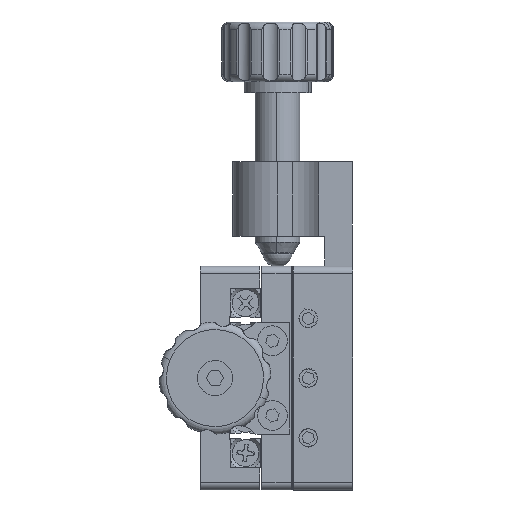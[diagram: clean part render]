
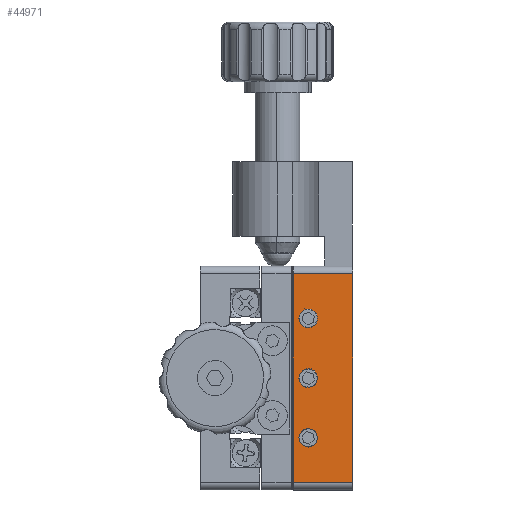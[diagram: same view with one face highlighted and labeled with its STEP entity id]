
A CAD part, left-side view. The second image highlights one B-rep face of the part: STEP entity #44971.
In plain terms, the highlighted planar face has unit normal (-1, 0, 0).
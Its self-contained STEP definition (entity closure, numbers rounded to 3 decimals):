
#606 = EDGE_LOOP ( 'NONE', ( #23678, #17402 ) ) ;
#1213 = ORIENTED_EDGE ( 'NONE', *, *, #43175, .F. ) ;
#1294 = VECTOR ( 'NONE', #22811, 1000. ) ;
#1323 = DIRECTION ( 'NONE',  ( 0., 0., -1. ) ) ;
#1835 = FACE_BOUND ( 'NONE', #6725, .T. ) ;
#1980 = DIRECTION ( 'NONE',  ( 0., 0., -1. ) ) ;
#2545 = DIRECTION ( 'NONE',  ( 0., -1., 0. ) ) ;
#3309 = CIRCLE ( 'NONE', #32995, 1.25 ) ;
#5452 = LINE ( 'NONE', #45922, #11682 ) ;
#6138 = EDGE_CURVE ( 'NONE', #9530, #47315, #3309, .T. ) ;
#6531 = EDGE_CURVE ( 'NONE', #34068, #19961, #47339, .T. ) ;
#6580 = DIRECTION ( 'NONE',  ( -1., 0., 0. ) ) ;
#6725 = EDGE_LOOP ( 'NONE', ( #36824, #44082 ) ) ;
#7405 = FACE_BOUND ( 'NONE', #606, .T. ) ;
#7579 = VERTEX_POINT ( 'NONE', #28674 ) ;
#9530 = VERTEX_POINT ( 'NONE', #10449 ) ;
#9677 = DIRECTION ( 'NONE',  ( -1., 0., 0. ) ) ;
#10097 = EDGE_CURVE ( 'NONE', #19961, #7579, #5452, .T. ) ;
#10449 = CARTESIAN_POINT ( 'NONE',  ( -15., 6., -1.25 ) ) ;
#10544 = EDGE_CURVE ( 'NONE', #30537, #38108, #33294, .T. ) ;
#11682 = VECTOR ( 'NONE', #37757, 1000. ) ;
#11997 = VERTEX_POINT ( 'NONE', #33377 ) ;
#13547 = CARTESIAN_POINT ( 'NONE',  ( -15., 0., -14. ) ) ;
#14122 = CARTESIAN_POINT ( 'NONE',  ( -15., 6., 1.25 ) ) ;
#14757 = VERTEX_POINT ( 'NONE', #16220 ) ;
#15802 = DIRECTION ( 'NONE',  ( -1., 0., 0. ) ) ;
#16037 = DIRECTION ( 'NONE',  ( 1., 0., 0. ) ) ;
#16220 = CARTESIAN_POINT ( 'NONE',  ( -15., 8., 14. ) ) ;
#16630 = EDGE_CURVE ( 'NONE', #11997, #25803, #40353, .T. ) ;
#16866 = EDGE_CURVE ( 'NONE', #7579, #14757, #34119, .T. ) ;
#17172 = CARTESIAN_POINT ( 'NONE',  ( -15., 6., -8. ) ) ;
#17402 = ORIENTED_EDGE ( 'NONE', *, *, #34882, .F. ) ;
#17505 = AXIS2_PLACEMENT_3D ( 'NONE', #35341, #16037, #27767 ) ;
#17930 = CARTESIAN_POINT ( 'NONE',  ( -15., 6., 0. ) ) ;
#18312 = EDGE_CURVE ( 'NONE', #38108, #30537, #19248, .T. ) ;
#19248 = CIRCLE ( 'NONE', #33733, 1.25 ) ;
#19933 = DIRECTION ( 'NONE',  ( 0., 0., -1. ) ) ;
#19961 = VERTEX_POINT ( 'NONE', #13547 ) ;
#19997 = PLANE ( 'NONE',  #17505 ) ;
#20100 = CARTESIAN_POINT ( 'NONE',  ( -15., 6., 0. ) ) ;
#21281 = CARTESIAN_POINT ( 'NONE',  ( -15., 6., -6.75 ) ) ;
#21286 = CIRCLE ( 'NONE', #33553, 1.25 ) ;
#21468 = DIRECTION ( 'NONE',  ( 0., 0., 1. ) ) ;
#22603 = CARTESIAN_POINT ( 'NONE',  ( -15., 6., 9.25 ) ) ;
#22811 = DIRECTION ( 'NONE',  ( 0., 1., 0. ) ) ;
#22941 = FACE_OUTER_BOUND ( 'NONE', #28718, .T. ) ;
#23651 = ORIENTED_EDGE ( 'NONE', *, *, #10544, .F. ) ;
#23678 = ORIENTED_EDGE ( 'NONE', *, *, #16630, .F. ) ;
#23725 = LINE ( 'NONE', #41657, #48508 ) ;
#25803 = VERTEX_POINT ( 'NONE', #21281 ) ;
#27702 = CARTESIAN_POINT ( 'NONE',  ( -15., 6., 6.75 ) ) ;
#27767 = DIRECTION ( 'NONE',  ( 0., -1., 0. ) ) ;
#28674 = CARTESIAN_POINT ( 'NONE',  ( -15., 0., 14. ) ) ;
#28718 = EDGE_LOOP ( 'NONE', ( #39797, #37841, #1213, #32326 ) ) ;
#29397 = CARTESIAN_POINT ( 'NONE',  ( -15., 6., 8. ) ) ;
#29721 = ORIENTED_EDGE ( 'NONE', *, *, #18312, .F. ) ;
#30537 = VERTEX_POINT ( 'NONE', #22603 ) ;
#30602 = CARTESIAN_POINT ( 'NONE',  ( -15., 8., -14. ) ) ;
#31307 = AXIS2_PLACEMENT_3D ( 'NONE', #17172, #44831, #1323 ) ;
#32221 = FACE_BOUND ( 'NONE', #45783, .T. ) ;
#32326 = ORIENTED_EDGE ( 'NONE', *, *, #6531, .T. ) ;
#32995 = AXIS2_PLACEMENT_3D ( 'NONE', #17930, #6580, #41926 ) ;
#33294 = CIRCLE ( 'NONE', #51136, 1.25 ) ;
#33377 = CARTESIAN_POINT ( 'NONE',  ( -15., 6., -9.25 ) ) ;
#33553 = AXIS2_PLACEMENT_3D ( 'NONE', #20100, #15802, #19933 ) ;
#33733 = AXIS2_PLACEMENT_3D ( 'NONE', #45171, #37497, #1980 ) ;
#33926 = DIRECTION ( 'NONE',  ( -1., 0., 0. ) ) ;
#34068 = VERTEX_POINT ( 'NONE', #47700 ) ;
#34083 = CARTESIAN_POINT ( 'NONE',  ( -15., 6., -8. ) ) ;
#34119 = LINE ( 'NONE', #46520, #1294 ) ;
#34882 = EDGE_CURVE ( 'NONE', #25803, #11997, #37673, .T. ) ;
#35341 = CARTESIAN_POINT ( 'NONE',  ( -15., 8., -15. ) ) ;
#36781 = VECTOR ( 'NONE', #2545, 1000. ) ;
#36824 = ORIENTED_EDGE ( 'NONE', *, *, #6138, .F. ) ;
#37367 = DIRECTION ( 'NONE',  ( 0., 0., -1. ) ) ;
#37497 = DIRECTION ( 'NONE',  ( -1., 0., 0. ) ) ;
#37673 = CIRCLE ( 'NONE', #45954, 1.25 ) ;
#37757 = DIRECTION ( 'NONE',  ( 0., 0., 1. ) ) ;
#37841 = ORIENTED_EDGE ( 'NONE', *, *, #16866, .T. ) ;
#38108 = VERTEX_POINT ( 'NONE', #27702 ) ;
#39797 = ORIENTED_EDGE ( 'NONE', *, *, #10097, .T. ) ;
#40353 = CIRCLE ( 'NONE', #31307, 1.25 ) ;
#41657 = CARTESIAN_POINT ( 'NONE',  ( -15., 8., -15. ) ) ;
#41926 = DIRECTION ( 'NONE',  ( 0., 0., -1. ) ) ;
#42959 = EDGE_CURVE ( 'NONE', #47315, #9530, #21286, .T. ) ;
#43175 = EDGE_CURVE ( 'NONE', #34068, #14757, #23725, .T. ) ;
#44082 = ORIENTED_EDGE ( 'NONE', *, *, #42959, .F. ) ;
#44831 = DIRECTION ( 'NONE',  ( -1., 0., 0. ) ) ;
#44971 = ADVANCED_FACE ( 'NONE', ( #1835, #7405, #22941, #32221 ), #19997, .F. ) ;
#45171 = CARTESIAN_POINT ( 'NONE',  ( -15., 6., 8. ) ) ;
#45783 = EDGE_LOOP ( 'NONE', ( #29721, #23651 ) ) ;
#45922 = CARTESIAN_POINT ( 'NONE',  ( -15., 0., -15. ) ) ;
#45954 = AXIS2_PLACEMENT_3D ( 'NONE', #34083, #33926, #50262 ) ;
#46520 = CARTESIAN_POINT ( 'NONE',  ( -15., 8., 14. ) ) ;
#47315 = VERTEX_POINT ( 'NONE', #14122 ) ;
#47339 = LINE ( 'NONE', #30602, #36781 ) ;
#47700 = CARTESIAN_POINT ( 'NONE',  ( -15., 8., -14. ) ) ;
#48508 = VECTOR ( 'NONE', #21468, 1000. ) ;
#50262 = DIRECTION ( 'NONE',  ( 0., 0., -1. ) ) ;
#51136 = AXIS2_PLACEMENT_3D ( 'NONE', #29397, #9677, #37367 ) ;
